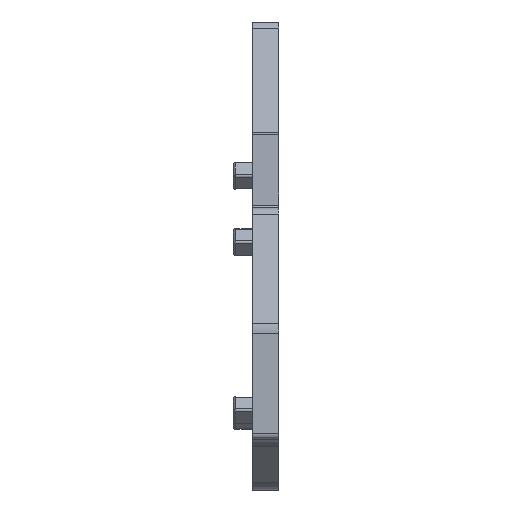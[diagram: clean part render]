
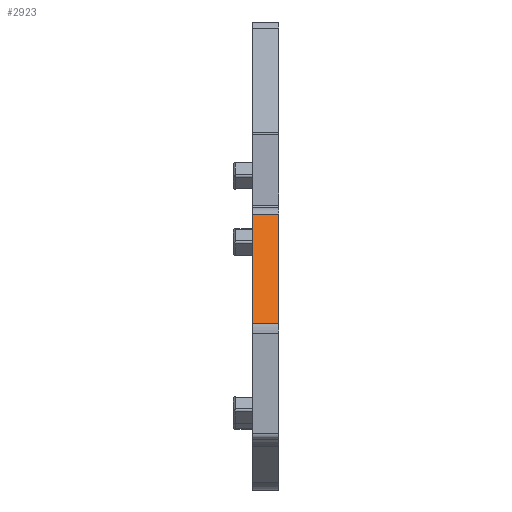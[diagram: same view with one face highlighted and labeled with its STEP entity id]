
A CAD part, front view. The second image highlights one B-rep face of the part: STEP entity #2923.
In plain terms, the highlighted planar face has unit normal (0, -0.927, 0.375).
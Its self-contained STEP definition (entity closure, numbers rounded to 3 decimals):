
#2903=AXIS2_PLACEMENT_3D('Plane Axis2P3D',#2900,#2901,#2902) ;
#1794=CARTESIAN_POINT('Vertex',(1.85,0.182,15.895)) ;
#1797=CARTESIAN_POINT('Line Origine',(1.85,2.289,21.11)) ;
#1801=CARTESIAN_POINT('Vertex',(1.85,4.396,26.325)) ;
#2885=CARTESIAN_POINT('Vertex',(4.35,0.182,15.895)) ;
#2888=CARTESIAN_POINT('Line Origine',(3.1,0.182,15.895)) ;
#2900=CARTESIAN_POINT('Axis2P3D Location',(1.85,0.182,15.895)) ;
#2905=CARTESIAN_POINT('Line Origine',(4.35,2.289,21.11)) ;
#2909=CARTESIAN_POINT('Vertex',(4.35,4.396,26.325)) ;
#2912=CARTESIAN_POINT('Line Origine',(3.1,4.396,26.325)) ;
#1798=DIRECTION('Vector Direction',(0.,0.375,0.927)) ;
#2889=DIRECTION('Vector Direction',(-1.,0.,0.)) ;
#2901=DIRECTION('Axis2P3D Direction',(0.,-0.927,0.375)) ;
#2902=DIRECTION('Axis2P3D XDirection',(0.,0.375,0.927)) ;
#2906=DIRECTION('Vector Direction',(0.,0.375,0.927)) ;
#2913=DIRECTION('Vector Direction',(-1.,0.,0.)) ;
#1799=VECTOR('Line Direction',#1798,1.) ;
#2890=VECTOR('Line Direction',#2889,1.) ;
#2907=VECTOR('Line Direction',#2906,1.) ;
#2914=VECTOR('Line Direction',#2913,1.) ;
#2918=ORIENTED_EDGE('',*,*,#2892,.F.) ;
#2919=ORIENTED_EDGE('',*,*,#2911,.T.) ;
#2920=ORIENTED_EDGE('',*,*,#2916,.T.) ;
#2921=ORIENTED_EDGE('',*,*,#1803,.F.) ;
#2923=ADVANCED_FACE('ZAP-TW_ZDT2-5-2',(#2922),#2904,.T.) ;
#1803=EDGE_CURVE('',#1795,#1802,#1800,.T.) ;
#2892=EDGE_CURVE('',#2886,#1795,#2891,.T.) ;
#2911=EDGE_CURVE('',#2886,#2910,#2908,.T.) ;
#2916=EDGE_CURVE('',#2910,#1802,#2915,.T.) ;
#2917=EDGE_LOOP('',(#2918,#2919,#2920,#2921)) ;
#2922=FACE_OUTER_BOUND('',#2917,.T.) ;
#1800=LINE('Line',#1797,#1799) ;
#2891=LINE('Line',#2888,#2890) ;
#2908=LINE('Line',#2905,#2907) ;
#2915=LINE('Line',#2912,#2914) ;
#2904=PLANE('',#2903) ;
#1795=VERTEX_POINT('',#1794) ;
#1802=VERTEX_POINT('',#1801) ;
#2886=VERTEX_POINT('',#2885) ;
#2910=VERTEX_POINT('',#2909) ;
